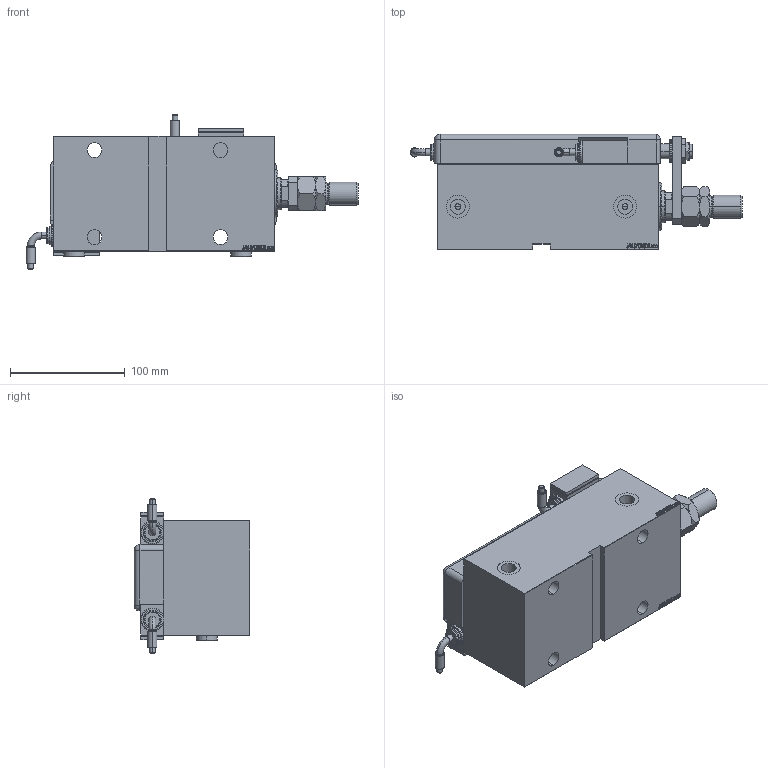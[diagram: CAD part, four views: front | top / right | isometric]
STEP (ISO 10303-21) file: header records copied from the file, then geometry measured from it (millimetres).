
FILE_DESCRIPTION (( 'STEP AP203' ), '1' );
FILE_NAME ('f312.STEP', '2024-05-20T09:46:11', ( '' ), ( '' ), 'SwSTEP 2.0', 'SolidWorks 2019', '' );
FILE_SCHEMA (( 'CONFIG_CONTROL_DESIGN' ));
Length unit declared in the file: millimetre
Products named in the file (15): Q_T_W_MTA f9ae75b8d295ab86a027b3c162d0119f; V450CM_E_Body f9ae75b8d295ab86a027b3c162d0119f; Zatka_OIL_PORT f9ae75b8d295ab86a027b3c162d0119f; NUT_D13 f9ae75b8d295ab86a027b3c162d0119f; SWITCH Q f9ae75b8d295ab86a027b3c162d0119f; KRYT f9ae75b8d295ab86a027b3c162d0119f; V450CM_VC_B f9ae75b8d295ab86a027b3c162d0119f; V450CM_E_VCP f9ae75b8d295ab86a027b3c162d0119f; NUT_D19 f9ae75b8d295ab86a027b3c162d0119f; MAGNETIC SWITCH Q f9ae75b8d295ab86a027b3c162d0119f; SWITCH_Q_FRONT_BACK f9ae75b8d295ab86a027b3c162d0119f; ZARAZKA_Q f9ae75b8d295ab86a027b3c162d0119f; SWITCH DIM A_G f9ae75b8d295ab86a027b3c162d0119f; f312; TYC f9ae75b8d295ab86a027b3c162d0119f
Assembly tree (16 placements, depth 3):
  f312
    V450CM_E_Body f9ae75b8d295ab86a027b3c162d0119f
    V450CM_E_VCP f9ae75b8d295ab86a027b3c162d0119f
    V450CM_VC_B f9ae75b8d295ab86a027b3c162d0119f
    MAGNETIC SWITCH Q f9ae75b8d295ab86a027b3c162d0119f
      SWITCH_Q_FRONT_BACK f9ae75b8d295ab86a027b3c162d0119f
      TYC f9ae75b8d295ab86a027b3c162d0119f
      ZARAZKA_Q f9ae75b8d295ab86a027b3c162d0119f
      SWITCH DIM A_G f9ae75b8d295ab86a027b3c162d0119f
      NUT_D19 f9ae75b8d295ab86a027b3c162d0119f
      NUT_D13 f9ae75b8d295ab86a027b3c162d0119f
      KRYT f9ae75b8d295ab86a027b3c162d0119f
      SWITCH Q f9ae75b8d295ab86a027b3c162d0119f  x2
    Q_T_W_MTA f9ae75b8d295ab86a027b3c162d0119f
    Zatka_OIL_PORT f9ae75b8d295ab86a027b3c162d0119f  x2
Bounding box: 289.76 x 100.8 x 135.01 mm (x, y, z)
Volume: 1444408.5 mm3; surface area: 249329.6 mm2
Topology: 16 solids, 16 shells, 1373 faces, 3432 edges, 2243 vertices
Faces by surface type: plane 671, bspline 475, cylinder 135, cone 66, torus 24, sphere 2
Entity records: 63248 total; most frequent: CARTESIAN_POINT 33488, ORIENTED_EDGE 6528, DIRECTION 4262, EDGE_CURVE 3264, VERTEX_POINT 2142, LINE 1912, VECTOR 1912, EDGE_LOOP 1478
